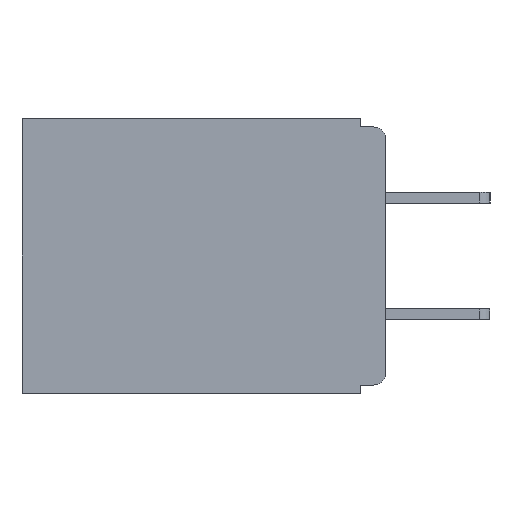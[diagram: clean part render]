
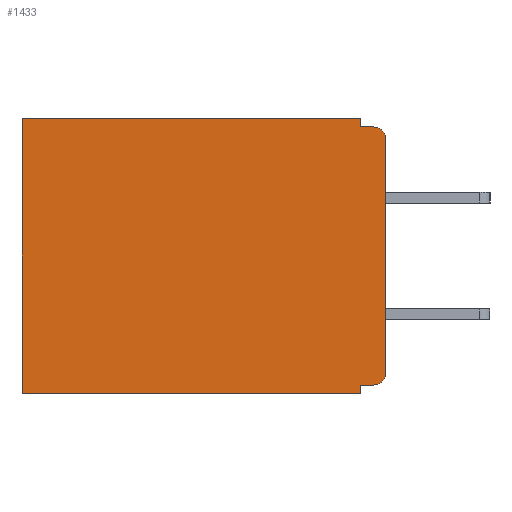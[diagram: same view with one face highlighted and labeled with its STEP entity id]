
A CAD part, left-side view. The second image highlights one B-rep face of the part: STEP entity #1433.
In plain terms, the highlighted planar face has unit normal (-1, 0, 0).
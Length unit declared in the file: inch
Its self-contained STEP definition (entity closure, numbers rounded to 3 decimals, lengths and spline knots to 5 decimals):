
#20 = CARTESIAN_POINT ( 'NONE',  ( 0.3, 0., -0.32 ) ) ;
#73 = DIRECTION ( 'NONE',  ( 0., 0., -1. ) ) ;
#87 = CARTESIAN_POINT ( 'NONE',  ( 0.3, 0., -0.33 ) ) ;
#506 = ORIENTED_EDGE ( 'NONE', *, *, #11682, .T. ) ;
#931 = DIRECTION ( 'NONE',  ( 0., 0., -1. ) ) ;
#1126 = PLANE ( 'NONE',  #11991 ) ;
#1155 = CARTESIAN_POINT ( 'NONE',  ( 0.3, 0., -0.01 ) ) ;
#1206 = CARTESIAN_POINT ( 'NONE',  ( 0.3, 0.031, 0. ) ) ;
#1209 = VECTOR ( 'NONE', #11747, 39.37008 ) ;
#1433 = ADVANCED_FACE ( 'NONE', ( #12047 ), #1126, .F. ) ;
#1542 = ORIENTED_EDGE ( 'NONE', *, *, #3107, .F. ) ;
#1868 = VERTEX_POINT ( 'NONE', #14416 ) ;
#1968 = VERTEX_POINT ( 'NONE', #3246 ) ;
#2009 = CARTESIAN_POINT ( 'NONE',  ( 0.3, 0., 0. ) ) ;
#2131 = VECTOR ( 'NONE', #6356, 39.37008 ) ;
#2318 = VECTOR ( 'NONE', #3347, 39.37008 ) ;
#2903 = CARTESIAN_POINT ( 'NONE',  ( 0.3, 0.015, -0.025 ) ) ;
#2984 = EDGE_CURVE ( 'NONE', #4765, #10998, #14370, .T. ) ;
#3077 = VERTEX_POINT ( 'NONE', #8369 ) ;
#3107 = EDGE_CURVE ( 'NONE', #10098, #7935, #12460, .T. ) ;
#3158 = CARTESIAN_POINT ( 'NONE',  ( 0.3, 0.031, 0. ) ) ;
#3246 = CARTESIAN_POINT ( 'NONE',  ( 0.3, 0.437, -0.33 ) ) ;
#3342 = ORIENTED_EDGE ( 'NONE', *, *, #4233, .F. ) ;
#3347 = DIRECTION ( 'NONE',  ( 0., 1., 0. ) ) ;
#3594 = CIRCLE ( 'NONE', #16496, 0.015 ) ;
#3825 = EDGE_CURVE ( 'NONE', #1868, #3077, #3594, .T. ) ;
#3864 = ORIENTED_EDGE ( 'NONE', *, *, #2984, .F. ) ;
#4233 = EDGE_CURVE ( 'NONE', #10998, #3077, #13115, .T. ) ;
#4474 = DIRECTION ( 'NONE',  ( 0., 0., -1. ) ) ;
#4547 = DIRECTION ( 'NONE',  ( 0., -1., 0. ) ) ;
#4765 = VERTEX_POINT ( 'NONE', #3158 ) ;
#4918 = DIRECTION ( 'NONE',  ( 0., 0., -1. ) ) ;
#5135 = VECTOR ( 'NONE', #4547, 39.37008 ) ;
#5799 = DIRECTION ( 'NONE',  ( 0., 0., -1. ) ) ;
#6201 = DIRECTION ( 'NONE',  ( 0., 0., -1. ) ) ;
#6349 = LINE ( 'NONE', #17237, #2131 ) ;
#6356 = DIRECTION ( 'NONE',  ( 0., 1., 0. ) ) ;
#6370 = CARTESIAN_POINT ( 'NONE',  ( 0.3, 0.015, -0.32 ) ) ;
#6503 = ORIENTED_EDGE ( 'NONE', *, *, #7168, .T. ) ;
#6734 = LINE ( 'NONE', #20, #2318 ) ;
#6822 = CARTESIAN_POINT ( 'NONE',  ( 0.3, 0., -0.305 ) ) ;
#7006 = CARTESIAN_POINT ( 'NONE',  ( 0.3, 0.031, -0.33 ) ) ;
#7168 = EDGE_CURVE ( 'NONE', #10336, #13052, #19137, .T. ) ;
#7234 = ORIENTED_EDGE ( 'NONE', *, *, #14769, .F. ) ;
#7931 = EDGE_CURVE ( 'NONE', #7935, #1968, #6349, .T. ) ;
#7935 = VERTEX_POINT ( 'NONE', #11195 ) ;
#8270 = VECTOR ( 'NONE', #73, 39.37008 ) ;
#8369 = CARTESIAN_POINT ( 'NONE',  ( 0.3, 0.015, -0.01 ) ) ;
#8420 = DIRECTION ( 'NONE',  ( -1., 0., 0. ) ) ;
#8942 = CARTESIAN_POINT ( 'NONE',  ( 0.3, 0.015, -0.305 ) ) ;
#9824 = CARTESIAN_POINT ( 'NONE',  ( 0.3, 0., -0.33 ) ) ;
#10098 = VERTEX_POINT ( 'NONE', #16737 ) ;
#10288 = ORIENTED_EDGE ( 'NONE', *, *, #15920, .F. ) ;
#10317 = VECTOR ( 'NONE', #5799, 39.37008 ) ;
#10336 = VERTEX_POINT ( 'NONE', #6370 ) ;
#10538 = DIRECTION ( 'NONE',  ( 0., 0., -1. ) ) ;
#10774 = CARTESIAN_POINT ( 'NONE',  ( 0.3, 0.437, -0.33 ) ) ;
#10998 = VERTEX_POINT ( 'NONE', #17294 ) ;
#11195 = CARTESIAN_POINT ( 'NONE',  ( 0.3, 0.031, -0.33 ) ) ;
#11477 = ORIENTED_EDGE ( 'NONE', *, *, #3825, .T. ) ;
#11682 = EDGE_CURVE ( 'NONE', #4765, #12829, #13060, .T. ) ;
#11747 = DIRECTION ( 'NONE',  ( 0., 1., 0. ) ) ;
#11991 = AXIS2_PLACEMENT_3D ( 'NONE', #87, #16602, #6201 ) ;
#12047 = FACE_OUTER_BOUND ( 'NONE', #17274, .T. ) ;
#12460 = LINE ( 'NONE', #7006, #8270 ) ;
#12829 = VERTEX_POINT ( 'NONE', #15648 ) ;
#13052 = VERTEX_POINT ( 'NONE', #6822 ) ;
#13060 = LINE ( 'NONE', #2009, #1209 ) ;
#13115 = LINE ( 'NONE', #1155, #5135 ) ;
#13335 = EDGE_CURVE ( 'NONE', #12829, #1968, #17542, .T. ) ;
#13379 = ORIENTED_EDGE ( 'NONE', *, *, #13335, .T. ) ;
#13499 = VECTOR ( 'NONE', #931, 39.37008 ) ;
#13868 = ORIENTED_EDGE ( 'NONE', *, *, #7931, .F. ) ;
#14370 = LINE ( 'NONE', #1206, #10317 ) ;
#14416 = CARTESIAN_POINT ( 'NONE',  ( 0.3, 0., -0.025 ) ) ;
#14769 = EDGE_CURVE ( 'NONE', #1868, #13052, #19091, .T. ) ;
#15648 = CARTESIAN_POINT ( 'NONE',  ( 0.3, 0.437, 0. ) ) ;
#15666 = AXIS2_PLACEMENT_3D ( 'NONE', #8942, #19576, #10538 ) ;
#15920 = EDGE_CURVE ( 'NONE', #10336, #10098, #6734, .T. ) ;
#16496 = AXIS2_PLACEMENT_3D ( 'NONE', #2903, #8420, #4474 ) ;
#16602 = DIRECTION ( 'NONE',  ( 1., 0., 0. ) ) ;
#16737 = CARTESIAN_POINT ( 'NONE',  ( 0.3, 0.031, -0.32 ) ) ;
#17237 = CARTESIAN_POINT ( 'NONE',  ( 0.3, 0., -0.33 ) ) ;
#17274 = EDGE_LOOP ( 'NONE', ( #7234, #11477, #3342, #3864, #506, #13379, #13868, #1542, #10288, #6503 ) ) ;
#17294 = CARTESIAN_POINT ( 'NONE',  ( 0.3, 0.031, -0.01 ) ) ;
#17542 = LINE ( 'NONE', #10774, #13499 ) ;
#18652 = VECTOR ( 'NONE', #4918, 39.37008 ) ;
#19091 = LINE ( 'NONE', #9824, #18652 ) ;
#19137 = CIRCLE ( 'NONE', #15666, 0.015 ) ;
#19576 = DIRECTION ( 'NONE',  ( -1., 0., 0. ) ) ;
